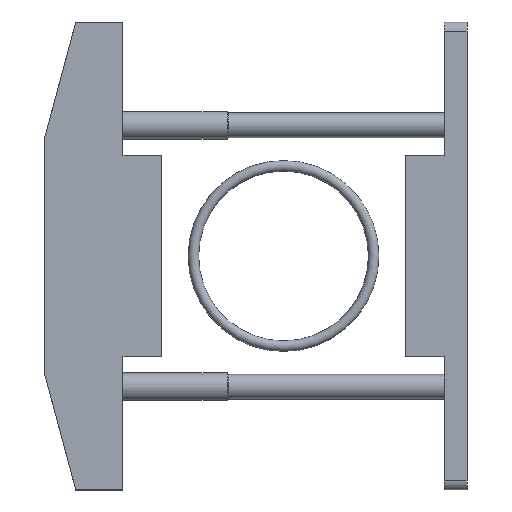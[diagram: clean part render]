
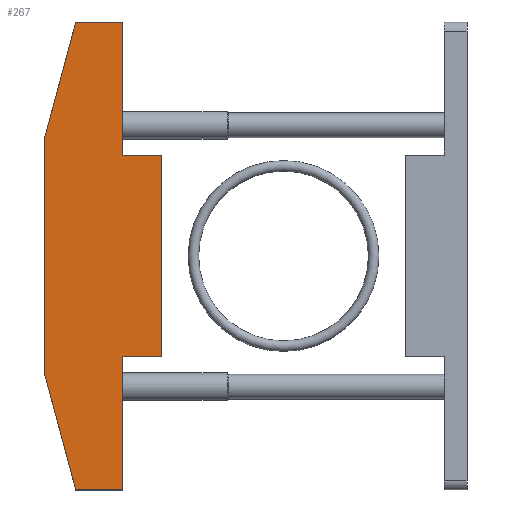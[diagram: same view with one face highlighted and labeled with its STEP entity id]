
A CAD part, top view. The second image highlights one B-rep face of the part: STEP entity #267.
In plain terms, the highlighted face is planar.
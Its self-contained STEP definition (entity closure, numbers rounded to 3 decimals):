
#267 = ADVANCED_FACE( '', ( #367 ), #368, .F. );
#367 = FACE_OUTER_BOUND( '', #553, .T. );
#368 = PLANE( '', #554 );
#553 = EDGE_LOOP( '', ( #808, #809, #810, #811, #812, #813, #814, #815, #816, #817 ) );
#554 = AXIS2_PLACEMENT_3D( '', #818, #819, #820 );
#808 = ORIENTED_EDGE( '', *, *, #1327, .F. );
#809 = ORIENTED_EDGE( '', *, *, #1342, .F. );
#810 = ORIENTED_EDGE( '', *, *, #1343, .F. );
#811 = ORIENTED_EDGE( '', *, *, #1344, .F. );
#812 = ORIENTED_EDGE( '', *, *, #1345, .F. );
#813 = ORIENTED_EDGE( '', *, *, #1318, .F. );
#814 = ORIENTED_EDGE( '', *, *, #1332, .F. );
#815 = ORIENTED_EDGE( '', *, *, #1311, .F. );
#816 = ORIENTED_EDGE( '', *, *, #1337, .F. );
#817 = ORIENTED_EDGE( '', *, *, #1322, .F. );
#818 = CARTESIAN_POINT( '', ( 0., 0., -7.25 ) );
#819 = DIRECTION( '', ( 0., 0., 1. ) );
#820 = DIRECTION( '', ( 1., 0., 0. ) );
#1311 = EDGE_CURVE( '', #1494, #1496, #1497, .T. );
#1318 = EDGE_CURVE( '', #1509, #1510, #1511, .T. );
#1322 = EDGE_CURVE( '', #1517, #1518, #1519, .T. );
#1327 = EDGE_CURVE( '', #1527, #1517, #1528, .T. );
#1332 = EDGE_CURVE( '', #1496, #1509, #1535, .T. );
#1337 = EDGE_CURVE( '', #1518, #1494, #1541, .T. );
#1342 = EDGE_CURVE( '', #1549, #1527, #1550, .T. );
#1343 = EDGE_CURVE( '', #1551, #1549, #1552, .T. );
#1344 = EDGE_CURVE( '', #1553, #1551, #1554, .T. );
#1345 = EDGE_CURVE( '', #1510, #1553, #1555, .T. );
#1494 = VERTEX_POINT( '', #1790 );
#1496 = VERTEX_POINT( '', #1793 );
#1497 = LINE( '', #1794, #1795 );
#1509 = VERTEX_POINT( '', #1812 );
#1510 = VERTEX_POINT( '', #1813 );
#1511 = LINE( '', #1814, #1815 );
#1517 = VERTEX_POINT( '', #1824 );
#1518 = VERTEX_POINT( '', #1825 );
#1519 = LINE( '', #1826, #1827 );
#1527 = VERTEX_POINT( '', #1838 );
#1528 = LINE( '', #1839, #1840 );
#1535 = LINE( '', #1851, #1852 );
#1541 = LINE( '', #1862, #1863 );
#1549 = VERTEX_POINT( '', #1875 );
#1550 = LINE( '', #1876, #1877 );
#1551 = VERTEX_POINT( '', #1878 );
#1552 = LINE( '', #1879, #1880 );
#1553 = VERTEX_POINT( '', #1881 );
#1554 = LINE( '', #1882, #1883 );
#1555 = LINE( '', #1884, #1885 );
#1790 = CARTESIAN_POINT( '', ( -26., 0., -7.25 ) );
#1793 = CARTESIAN_POINT( '', ( 26., 0., -7.25 ) );
#1794 = CARTESIAN_POINT( '', ( -26., 0., -7.25 ) );
#1795 = VECTOR( '', #2195, 1000. );
#1812 = CARTESIAN_POINT( '', ( 51., 6.699, -7.25 ) );
#1813 = CARTESIAN_POINT( '', ( 51., 17., -7.25 ) );
#1814 = CARTESIAN_POINT( '', ( 51., 6.699, -7.25 ) );
#1815 = VECTOR( '', #2204, 1000. );
#1824 = CARTESIAN_POINT( '', ( -51., 17., -7.25 ) );
#1825 = CARTESIAN_POINT( '', ( -51., 6.699, -7.25 ) );
#1826 = CARTESIAN_POINT( '', ( -51., 17., -7.25 ) );
#1827 = VECTOR( '', #2208, 1000. );
#1838 = CARTESIAN_POINT( '', ( -22., 17., -7.25 ) );
#1839 = CARTESIAN_POINT( '', ( -22., 17., -7.25 ) );
#1840 = VECTOR( '', #2215, 1000. );
#1851 = CARTESIAN_POINT( '', ( 26., 0., -7.25 ) );
#1852 = VECTOR( '', #2220, 1000. );
#1862 = CARTESIAN_POINT( '', ( -51., 6.699, -7.25 ) );
#1863 = VECTOR( '', #2225, 1000. );
#1875 = CARTESIAN_POINT( '', ( -22., 25.5, -7.25 ) );
#1876 = CARTESIAN_POINT( '', ( -22., 25.5, -7.25 ) );
#1877 = VECTOR( '', #2230, 1000. );
#1878 = CARTESIAN_POINT( '', ( 22., 25.5, -7.25 ) );
#1879 = CARTESIAN_POINT( '', ( 22., 25.5, -7.25 ) );
#1880 = VECTOR( '', #2231, 1000. );
#1881 = CARTESIAN_POINT( '', ( 22., 17., -7.25 ) );
#1882 = CARTESIAN_POINT( '', ( 22., 17., -7.25 ) );
#1883 = VECTOR( '', #2232, 1000. );
#1884 = CARTESIAN_POINT( '', ( 51., 17., -7.25 ) );
#1885 = VECTOR( '', #2233, 1000. );
#2195 = DIRECTION( '', ( 1., 0., 0. ) );
#2204 = DIRECTION( '', ( 0., 1., 0. ) );
#2208 = DIRECTION( '', ( 0., -1., 0. ) );
#2215 = DIRECTION( '', ( -1., 0., 0. ) );
#2220 = DIRECTION( '', ( 0.966, 0.259, 0. ) );
#2225 = DIRECTION( '', ( 0.966, -0.259, 0. ) );
#2230 = DIRECTION( '', ( 0., -1., 0. ) );
#2231 = DIRECTION( '', ( -1., 0., 0. ) );
#2232 = DIRECTION( '', ( 0., 1., 0. ) );
#2233 = DIRECTION( '', ( -1., 0., 0. ) );
